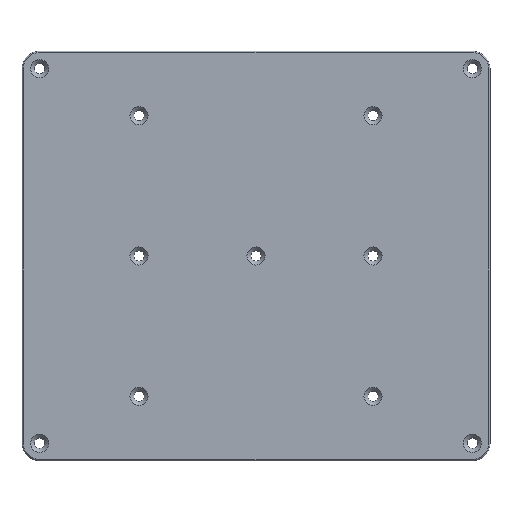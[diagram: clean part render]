
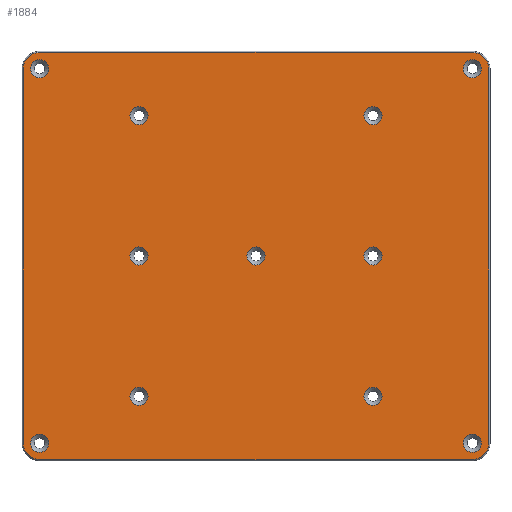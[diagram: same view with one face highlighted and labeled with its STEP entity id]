
A CAD part, top view. The second image highlights one B-rep face of the part: STEP entity #1884.
In plain terms, the highlighted planar face has unit normal (0, 0, 1).
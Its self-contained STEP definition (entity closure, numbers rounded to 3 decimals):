
#1418 = VERTEX_POINT('',#1419);
#1419 = CARTESIAN_POINT('',(37.,-34.8,2.8));
#1425 = EDGE_CURVE('',#1418,#1426,#1428,.T.);
#1426 = VERTEX_POINT('',#1427);
#1427 = CARTESIAN_POINT('',(-37.,-34.8,2.8));
#1428 = LINE('',#1429,#1430);
#1429 = CARTESIAN_POINT('',(37.,-34.8,2.8));
#1430 = VECTOR('',#1431,1.);
#1431 = DIRECTION('',(-1.,0.,0.));
#1449 = VERTEX_POINT('',#1450);
#1450 = CARTESIAN_POINT('',(39.8,-32.,2.8));
#1456 = EDGE_CURVE('',#1449,#1418,#1457,.T.);
#1457 = CIRCLE('',#1458,2.8);
#1458 = AXIS2_PLACEMENT_3D('',#1459,#1460,#1461);
#1459 = CARTESIAN_POINT('',(37.,-32.,2.8));
#1460 = DIRECTION('',(0.,0.,-1.));
#1461 = DIRECTION('',(1.,0.,0.));
#1474 = EDGE_CURVE('',#1426,#1475,#1477,.T.);
#1475 = VERTEX_POINT('',#1476);
#1476 = CARTESIAN_POINT('',(-39.8,-32.,2.8));
#1477 = CIRCLE('',#1478,2.8);
#1478 = AXIS2_PLACEMENT_3D('',#1479,#1480,#1481);
#1479 = CARTESIAN_POINT('',(-37.,-32.,2.8));
#1480 = DIRECTION('',(-0.,-0.,-1.));
#1481 = DIRECTION('',(0.,-1.,0.));
#1499 = VERTEX_POINT('',#1500);
#1500 = CARTESIAN_POINT('',(39.8,32.,2.8));
#1506 = EDGE_CURVE('',#1499,#1449,#1507,.T.);
#1507 = LINE('',#1508,#1509);
#1508 = CARTESIAN_POINT('',(39.8,32.,2.8));
#1509 = VECTOR('',#1510,1.);
#1510 = DIRECTION('',(0.,-1.,0.));
#1523 = EDGE_CURVE('',#1475,#1524,#1526,.T.);
#1524 = VERTEX_POINT('',#1525);
#1525 = CARTESIAN_POINT('',(-39.8,32.,2.8));
#1526 = LINE('',#1527,#1528);
#1527 = CARTESIAN_POINT('',(-39.8,-32.,2.8));
#1528 = VECTOR('',#1529,1.);
#1529 = DIRECTION('',(0.,1.,0.));
#1547 = VERTEX_POINT('',#1548);
#1548 = CARTESIAN_POINT('',(37.,34.8,2.8));
#1554 = EDGE_CURVE('',#1547,#1499,#1555,.T.);
#1555 = CIRCLE('',#1556,2.8);
#1556 = AXIS2_PLACEMENT_3D('',#1557,#1558,#1559);
#1557 = CARTESIAN_POINT('',(37.,32.,2.8));
#1558 = DIRECTION('',(0.,0.,-1.));
#1559 = DIRECTION('',(0.,1.,0.));
#1572 = EDGE_CURVE('',#1524,#1573,#1575,.T.);
#1573 = VERTEX_POINT('',#1574);
#1574 = CARTESIAN_POINT('',(-37.,34.8,2.8));
#1575 = CIRCLE('',#1576,2.8);
#1576 = AXIS2_PLACEMENT_3D('',#1577,#1578,#1579);
#1577 = CARTESIAN_POINT('',(-37.,32.,2.8));
#1578 = DIRECTION('',(0.,0.,-1.));
#1579 = DIRECTION('',(-1.,0.,0.));
#1597 = EDGE_CURVE('',#1573,#1547,#1598,.T.);
#1598 = LINE('',#1599,#1600);
#1599 = CARTESIAN_POINT('',(-37.,34.8,2.8));
#1600 = VECTOR('',#1601,1.);
#1601 = DIRECTION('',(1.,0.,0.));
#1614 = VERTEX_POINT('',#1615);
#1615 = CARTESIAN_POINT('',(-35.45,-32.,2.8));
#1621 = EDGE_CURVE('',#1614,#1614,#1622,.T.);
#1622 = CIRCLE('',#1623,1.55);
#1623 = AXIS2_PLACEMENT_3D('',#1624,#1625,#1626);
#1624 = CARTESIAN_POINT('',(-37.,-32.,2.8));
#1625 = DIRECTION('',(0.,0.,1.));
#1626 = DIRECTION('',(1.,0.,0.));
#1639 = VERTEX_POINT('',#1640);
#1640 = CARTESIAN_POINT('',(-18.45,-24.,2.8));
#1646 = EDGE_CURVE('',#1639,#1639,#1647,.T.);
#1647 = CIRCLE('',#1648,1.55);
#1648 = AXIS2_PLACEMENT_3D('',#1649,#1650,#1651);
#1649 = CARTESIAN_POINT('',(-20.,-24.,2.8));
#1650 = DIRECTION('',(0.,0.,1.));
#1651 = DIRECTION('',(1.,0.,0.));
#1664 = VERTEX_POINT('',#1665);
#1665 = CARTESIAN_POINT('',(38.55,-32.,2.8));
#1671 = EDGE_CURVE('',#1664,#1664,#1672,.T.);
#1672 = CIRCLE('',#1673,1.55);
#1673 = AXIS2_PLACEMENT_3D('',#1674,#1675,#1676);
#1674 = CARTESIAN_POINT('',(37.,-32.,2.8));
#1675 = DIRECTION('',(0.,0.,1.));
#1676 = DIRECTION('',(1.,0.,0.));
#1689 = VERTEX_POINT('',#1690);
#1690 = CARTESIAN_POINT('',(21.55,-24.,2.8));
#1696 = EDGE_CURVE('',#1689,#1689,#1697,.T.);
#1697 = CIRCLE('',#1698,1.55);
#1698 = AXIS2_PLACEMENT_3D('',#1699,#1700,#1701);
#1699 = CARTESIAN_POINT('',(20.,-24.,2.8));
#1700 = DIRECTION('',(0.,0.,1.));
#1701 = DIRECTION('',(1.,0.,0.));
#1714 = VERTEX_POINT('',#1715);
#1715 = CARTESIAN_POINT('',(21.55,0.,2.8));
#1721 = EDGE_CURVE('',#1714,#1714,#1722,.T.);
#1722 = CIRCLE('',#1723,1.55);
#1723 = AXIS2_PLACEMENT_3D('',#1724,#1725,#1726);
#1724 = CARTESIAN_POINT('',(20.,0.,2.8));
#1725 = DIRECTION('',(0.,0.,1.));
#1726 = DIRECTION('',(1.,0.,0.));
#1739 = VERTEX_POINT('',#1740);
#1740 = CARTESIAN_POINT('',(-18.45,0.,2.8));
#1746 = EDGE_CURVE('',#1739,#1739,#1747,.T.);
#1747 = CIRCLE('',#1748,1.55);
#1748 = AXIS2_PLACEMENT_3D('',#1749,#1750,#1751);
#1749 = CARTESIAN_POINT('',(-20.,0.,2.8));
#1750 = DIRECTION('',(0.,0.,1.));
#1751 = DIRECTION('',(1.,0.,0.));
#1764 = VERTEX_POINT('',#1765);
#1765 = CARTESIAN_POINT('',(-18.45,24.,2.8));
#1771 = EDGE_CURVE('',#1764,#1764,#1772,.T.);
#1772 = CIRCLE('',#1773,1.55);
#1773 = AXIS2_PLACEMENT_3D('',#1774,#1775,#1776);
#1774 = CARTESIAN_POINT('',(-20.,24.,2.8));
#1775 = DIRECTION('',(0.,0.,1.));
#1776 = DIRECTION('',(1.,0.,0.));
#1789 = VERTEX_POINT('',#1790);
#1790 = CARTESIAN_POINT('',(-35.45,32.,2.8));
#1796 = EDGE_CURVE('',#1789,#1789,#1797,.T.);
#1797 = CIRCLE('',#1798,1.55);
#1798 = AXIS2_PLACEMENT_3D('',#1799,#1800,#1801);
#1799 = CARTESIAN_POINT('',(-37.,32.,2.8));
#1800 = DIRECTION('',(0.,0.,1.));
#1801 = DIRECTION('',(1.,0.,0.));
#1814 = VERTEX_POINT('',#1815);
#1815 = CARTESIAN_POINT('',(21.55,24.,2.8));
#1821 = EDGE_CURVE('',#1814,#1814,#1822,.T.);
#1822 = CIRCLE('',#1823,1.55);
#1823 = AXIS2_PLACEMENT_3D('',#1824,#1825,#1826);
#1824 = CARTESIAN_POINT('',(20.,24.,2.8));
#1825 = DIRECTION('',(0.,0.,1.));
#1826 = DIRECTION('',(1.,0.,0.));
#1839 = VERTEX_POINT('',#1840);
#1840 = CARTESIAN_POINT('',(38.55,32.,2.8));
#1846 = EDGE_CURVE('',#1839,#1839,#1847,.T.);
#1847 = CIRCLE('',#1848,1.55);
#1848 = AXIS2_PLACEMENT_3D('',#1849,#1850,#1851);
#1849 = CARTESIAN_POINT('',(37.,32.,2.8));
#1850 = DIRECTION('',(0.,0.,1.));
#1851 = DIRECTION('',(1.,0.,0.));
#1884 = ADVANCED_FACE('',(#1885,#1895,#1898,#1901,#1904,#1907,#1910,
    #1913,#1916,#1919,#1930,#1933),#1936,.T.);
#1885 = FACE_BOUND('',#1886,.T.);
#1886 = EDGE_LOOP('',(#1887,#1888,#1889,#1890,#1891,#1892,#1893,#1894));
#1887 = ORIENTED_EDGE('',*,*,#1523,.F.);
#1888 = ORIENTED_EDGE('',*,*,#1474,.F.);
#1889 = ORIENTED_EDGE('',*,*,#1425,.F.);
#1890 = ORIENTED_EDGE('',*,*,#1456,.F.);
#1891 = ORIENTED_EDGE('',*,*,#1506,.F.);
#1892 = ORIENTED_EDGE('',*,*,#1554,.F.);
#1893 = ORIENTED_EDGE('',*,*,#1597,.F.);
#1894 = ORIENTED_EDGE('',*,*,#1572,.F.);
#1895 = FACE_BOUND('',#1896,.T.);
#1896 = EDGE_LOOP('',(#1897));
#1897 = ORIENTED_EDGE('',*,*,#1621,.F.);
#1898 = FACE_BOUND('',#1899,.T.);
#1899 = EDGE_LOOP('',(#1900));
#1900 = ORIENTED_EDGE('',*,*,#1646,.F.);
#1901 = FACE_BOUND('',#1902,.T.);
#1902 = EDGE_LOOP('',(#1903));
#1903 = ORIENTED_EDGE('',*,*,#1671,.F.);
#1904 = FACE_BOUND('',#1905,.T.);
#1905 = EDGE_LOOP('',(#1906));
#1906 = ORIENTED_EDGE('',*,*,#1696,.F.);
#1907 = FACE_BOUND('',#1908,.T.);
#1908 = EDGE_LOOP('',(#1909));
#1909 = ORIENTED_EDGE('',*,*,#1721,.F.);
#1910 = FACE_BOUND('',#1911,.T.);
#1911 = EDGE_LOOP('',(#1912));
#1912 = ORIENTED_EDGE('',*,*,#1746,.F.);
#1913 = FACE_BOUND('',#1914,.T.);
#1914 = EDGE_LOOP('',(#1915));
#1915 = ORIENTED_EDGE('',*,*,#1771,.F.);
#1916 = FACE_BOUND('',#1917,.T.);
#1917 = EDGE_LOOP('',(#1918));
#1918 = ORIENTED_EDGE('',*,*,#1796,.F.);
#1919 = FACE_BOUND('',#1920,.T.);
#1920 = EDGE_LOOP('',(#1921));
#1921 = ORIENTED_EDGE('',*,*,#1922,.F.);
#1922 = EDGE_CURVE('',#1923,#1923,#1925,.T.);
#1923 = VERTEX_POINT('',#1924);
#1924 = CARTESIAN_POINT('',(1.55,0.,2.8));
#1925 = CIRCLE('',#1926,1.55);
#1926 = AXIS2_PLACEMENT_3D('',#1927,#1928,#1929);
#1927 = CARTESIAN_POINT('',(0.,0.,2.8));
#1928 = DIRECTION('',(0.,0.,1.));
#1929 = DIRECTION('',(1.,0.,0.));
#1930 = FACE_BOUND('',#1931,.T.);
#1931 = EDGE_LOOP('',(#1932));
#1932 = ORIENTED_EDGE('',*,*,#1821,.F.);
#1933 = FACE_BOUND('',#1934,.T.);
#1934 = EDGE_LOOP('',(#1935));
#1935 = ORIENTED_EDGE('',*,*,#1846,.F.);
#1936 = PLANE('',#1937);
#1937 = AXIS2_PLACEMENT_3D('',#1938,#1939,#1940);
#1938 = CARTESIAN_POINT('',(0.,0.,2.8)
  );
#1939 = DIRECTION('',(0.,0.,1.));
#1940 = DIRECTION('',(1.,0.,0.));
